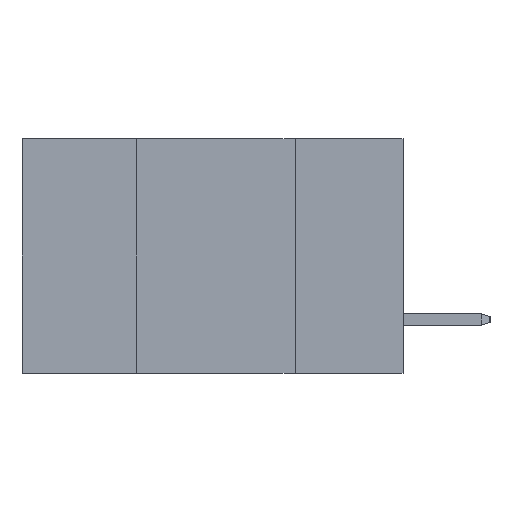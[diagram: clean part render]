
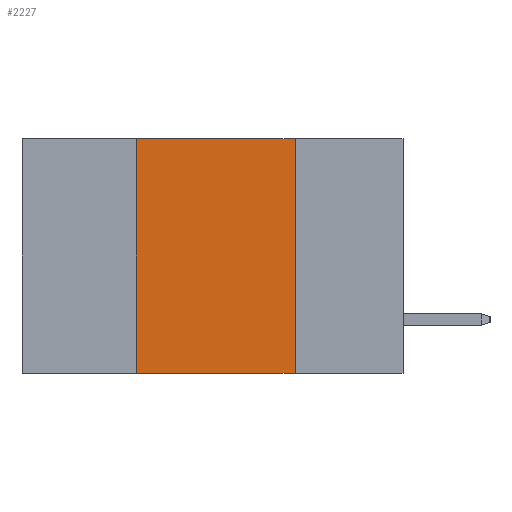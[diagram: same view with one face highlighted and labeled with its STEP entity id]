
A CAD part, left-side view. The second image highlights one B-rep face of the part: STEP entity #2227.
In plain terms, the highlighted planar face has unit normal (-1, 0, 0).
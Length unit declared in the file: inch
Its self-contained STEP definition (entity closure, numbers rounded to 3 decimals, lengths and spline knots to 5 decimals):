
#167 = ORIENTED_EDGE ( 'NONE', *, *, #4012, .F. ) ;
#241 = CARTESIAN_POINT ( 'NONE',  ( 0., 0.17, -0.37 ) ) ;
#327 = LINE ( 'NONE', #1565, #4553 ) ;
#344 = VERTEX_POINT ( 'NONE', #7462 ) ;
#1565 = CARTESIAN_POINT ( 'NONE',  ( 0., 0.17, 0. ) ) ;
#1955 = DIRECTION ( 'NONE',  ( 0., -1., 0. ) ) ;
#2227 = ADVANCED_FACE ( 'NONE', ( #14145 ), #11261, .F. ) ;
#2229 = ORIENTED_EDGE ( 'NONE', *, *, #5693, .F. ) ;
#2572 = CARTESIAN_POINT ( 'NONE',  ( 0., 0.6, 0. ) ) ;
#2736 = LINE ( 'NONE', #12832, #12830 ) ;
#4012 = EDGE_CURVE ( 'NONE', #344, #6010, #2736, .T. ) ;
#4536 = VERTEX_POINT ( 'NONE', #241 ) ;
#4553 = VECTOR ( 'NONE', #9422, 39.37008 ) ;
#4839 = ORIENTED_EDGE ( 'NONE', *, *, #12191, .F. ) ;
#4849 = CARTESIAN_POINT ( 'NONE',  ( 0., 0.6, -0.37 ) ) ;
#5128 = DIRECTION ( 'NONE',  ( 1., 0., 0. ) ) ;
#5181 = CARTESIAN_POINT ( 'NONE',  ( 0., 0.42, 0. ) ) ;
#5693 = EDGE_CURVE ( 'NONE', #12255, #4536, #327, .T. ) ;
#6010 = VERTEX_POINT ( 'NONE', #5181 ) ;
#7153 = LINE ( 'NONE', #14448, #10128 ) ;
#7462 = CARTESIAN_POINT ( 'NONE',  ( 0., 0.42, -0.37 ) ) ;
#7523 = VECTOR ( 'NONE', #9820, 39.37008 ) ;
#8409 = ORIENTED_EDGE ( 'NONE', *, *, #13697, .T. ) ;
#9422 = DIRECTION ( 'NONE',  ( 0., 0., -1. ) ) ;
#9820 = DIRECTION ( 'NONE',  ( 0., -1., 0. ) ) ;
#10128 = VECTOR ( 'NONE', #1955, 39.37008 ) ;
#10184 = DIRECTION ( 'NONE',  ( 0., 0., 1. ) ) ;
#10995 = AXIS2_PLACEMENT_3D ( 'NONE', #2572, #5128, #12586 ) ;
#11261 = PLANE ( 'NONE',  #10995 ) ;
#12191 = EDGE_CURVE ( 'NONE', #6010, #12255, #7153, .T. ) ;
#12255 = VERTEX_POINT ( 'NONE', #14522 ) ;
#12586 = DIRECTION ( 'NONE',  ( 0., 0., -1. ) ) ;
#12830 = VECTOR ( 'NONE', #10184, 39.37008 ) ;
#12832 = CARTESIAN_POINT ( 'NONE',  ( 0., 0.42, 0. ) ) ;
#13584 = EDGE_LOOP ( 'NONE', ( #2229, #4839, #167, #8409 ) ) ;
#13697 = EDGE_CURVE ( 'NONE', #344, #4536, #14923, .T. ) ;
#14145 = FACE_OUTER_BOUND ( 'NONE', #13584, .T. ) ;
#14448 = CARTESIAN_POINT ( 'NONE',  ( 0., 0.6, 0. ) ) ;
#14522 = CARTESIAN_POINT ( 'NONE',  ( 0., 0.17, 0. ) ) ;
#14923 = LINE ( 'NONE', #4849, #7523 ) ;
